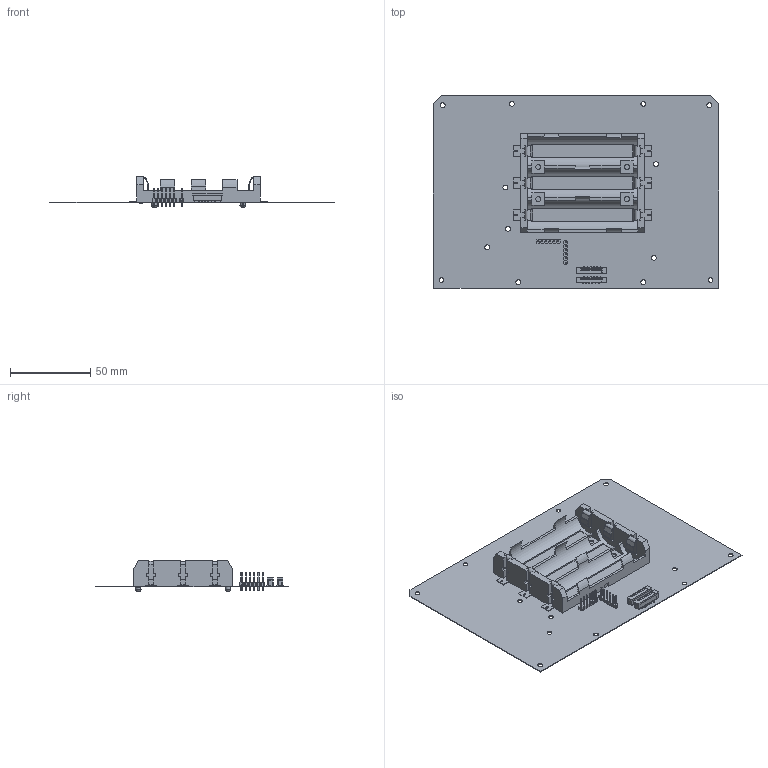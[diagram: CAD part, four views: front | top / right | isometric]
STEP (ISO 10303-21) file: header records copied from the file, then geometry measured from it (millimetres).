
FILE_DESCRIPTION(('Open CASCADE Model'),'2;1');
FILE_NAME('Open CASCADE Shape Model','2024-03-20T18:28:27',('Author'),( 'Open CASCADE'),'Open CASCADE STEP processor 7.5','Open CASCADE 7.5' ,'Unknown');
FILE_SCHEMA(('AUTOMOTIVE_DESIGN { 1 0 10303 214 1 1 1 1 }'));
Length unit declared in the file: millimetre
Products named in the file (15): PCB; Board; Open CASCADE STEP translator 7.5 4.1.1; H2; DS1021-1x6SF11; body; pin; J2; SFW12S-2STE1LF; J1; H1; B1; Hold_18650-3p_smd; Hold_18650_Con_smd
Assembly tree (26 placements, depth 4):
  PCB
    Board
      Open CASCADE STEP translator 7.5 4.1.1
    H2
      DS1021-1x6SF11
        body
        pin  x6
    J2
      SFW12S-2STE1LF
    J1
      SFW12S-2STE1LF
    H1
      DS1021-1x6SF11
        body
        pin  x6
    B1
      Hold_18650-3p_smd
        Hold_18650_Con_smd  x6
        Hold_18650-3p_smd
Bounding box: 178 x 120 x 19.3 mm (x, y, z)
Volume: 25071.8 mm3; surface area: 61368.9 mm2
Topology: 24 solids, 24 shells, 1617 faces, 4157 edges, 2617 vertices
Faces by surface type: plane 1455, cylinder 157, revolution 5
Full cylindrical faces by diameter (mm): 0.762 x12, 1.6 x1, 3 x13, 3.2 x4
Entity records: 26161 total; most frequent: CARTESIAN_POINT 4786, ORIENTED_EDGE 4280, DIRECTION 3962, EDGE_CURVE 2140, LINE 1919, VECTOR 1919, VERTEX_POINT 1383, AXIS2_PLACEMENT_3D 1019
